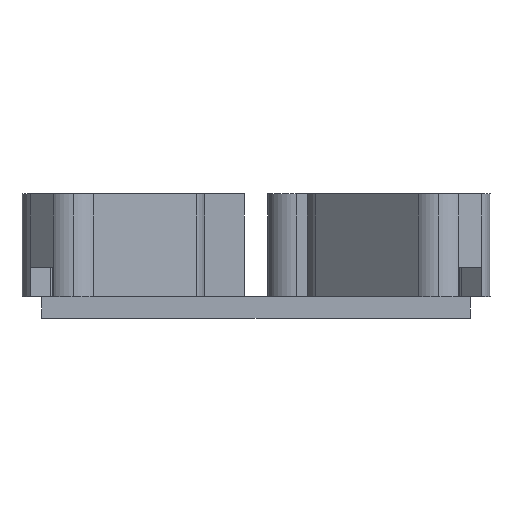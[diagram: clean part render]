
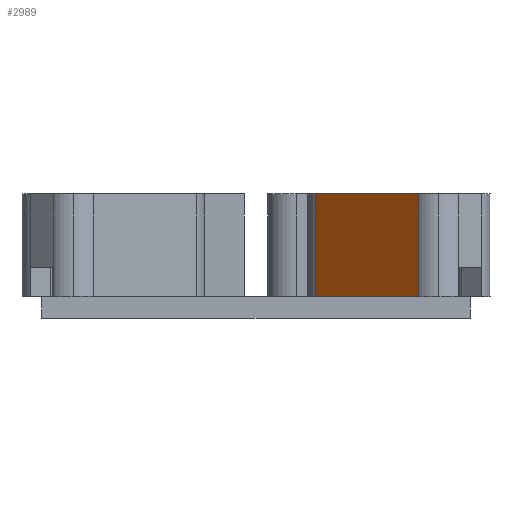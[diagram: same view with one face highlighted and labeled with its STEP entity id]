
A CAD part, left-side view. The second image highlights one B-rep face of the part: STEP entity #2989.
In plain terms, the highlighted planar face has unit normal (-0.707, 0.707, 0).
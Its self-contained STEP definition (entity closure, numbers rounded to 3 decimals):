
#74 = VECTOR ( 'NONE', #3807, 1000. ) ;
#155 = CARTESIAN_POINT ( 'NONE',  ( -74.389, -16.711, 5. ) ) ;
#177 = LINE ( 'NONE', #1694, #2704 ) ;
#302 = CARTESIAN_POINT ( 'NONE',  ( -108.839, -51.161, 33.82 ) ) ;
#390 = VERTEX_POINT ( 'NONE', #1098 ) ;
#433 = ORIENTED_EDGE ( 'NONE', *, *, #977, .F. ) ;
#456 = VECTOR ( 'NONE', #921, 1000. ) ;
#603 = VECTOR ( 'NONE', #3568, 1000. ) ;
#613 = CARTESIAN_POINT ( 'NONE',  ( -108.839, -51.161, 5. ) ) ;
#621 = EDGE_CURVE ( 'NONE', #3564, #1809, #3152, .T. ) ;
#695 = CARTESIAN_POINT ( 'NONE',  ( -108.839, -51.161, 5. ) ) ;
#752 = FACE_OUTER_BOUND ( 'NONE', #1277, .T. ) ;
#921 = DIRECTION ( 'NONE',  ( 0., 0., -1. ) ) ;
#925 = ORIENTED_EDGE ( 'NONE', *, *, #621, .T. ) ;
#977 = EDGE_CURVE ( 'NONE', #390, #3383, #2270, .T. ) ;
#1056 = CARTESIAN_POINT ( 'NONE',  ( -103.182, -45.504, 33.82 ) ) ;
#1098 = CARTESIAN_POINT ( 'NONE',  ( -74.389, -16.711, 33.82 ) ) ;
#1106 = EDGE_CURVE ( 'NONE', #3816, #3564, #1943, .T. ) ;
#1154 = LINE ( 'NONE', #2103, #456 ) ;
#1204 = ORIENTED_EDGE ( 'NONE', *, *, #2436, .T. ) ;
#1242 = ORIENTED_EDGE ( 'NONE', *, *, #2617, .T. ) ;
#1277 = EDGE_LOOP ( 'NONE', ( #433, #1242, #2220, #925, #1204 ) ) ;
#1400 = CARTESIAN_POINT ( 'NONE',  ( -108.839, -51.161, 33.82 ) ) ;
#1683 = DIRECTION ( 'NONE',  ( 0.707, -0.707, 0. ) ) ;
#1694 = CARTESIAN_POINT ( 'NONE',  ( -103.182, -45.504, 33.82 ) ) ;
#1809 = VERTEX_POINT ( 'NONE', #2210 ) ;
#1943 = LINE ( 'NONE', #613, #603 ) ;
#2103 = CARTESIAN_POINT ( 'NONE',  ( -74.389, -16.711, 33.82 ) ) ;
#2210 = CARTESIAN_POINT ( 'NONE',  ( -103.182, -45.504, 5. ) ) ;
#2220 = ORIENTED_EDGE ( 'NONE', *, *, #1106, .T. ) ;
#2270 = LINE ( 'NONE', #302, #74 ) ;
#2308 = DIRECTION ( 'NONE',  ( 0., 0., 1. ) ) ;
#2436 = EDGE_CURVE ( 'NONE', #1809, #3383, #177, .T. ) ;
#2617 = EDGE_CURVE ( 'NONE', #390, #3816, #1154, .T. ) ;
#2704 = VECTOR ( 'NONE', #2308, 1000. ) ;
#2768 = CARTESIAN_POINT ( 'NONE',  ( -100., -42.322, 5. ) ) ;
#2940 = DIRECTION ( 'NONE',  ( 0.707, 0.707, 0. ) ) ;
#2989 = ADVANCED_FACE ( 'NONE', ( #752 ), #3883, .F. ) ;
#3152 = LINE ( 'NONE', #695, #3197 ) ;
#3197 = VECTOR ( 'NONE', #3894, 1000. ) ;
#3383 = VERTEX_POINT ( 'NONE', #1056 ) ;
#3564 = VERTEX_POINT ( 'NONE', #2768 ) ;
#3568 = DIRECTION ( 'NONE',  ( -0.707, -0.707, 0. ) ) ;
#3735 = AXIS2_PLACEMENT_3D ( 'NONE', #1400, #1683, #2940 ) ;
#3807 = DIRECTION ( 'NONE',  ( -0.707, -0.707, 0. ) ) ;
#3816 = VERTEX_POINT ( 'NONE', #155 ) ;
#3883 = PLANE ( 'NONE',  #3735 ) ;
#3894 = DIRECTION ( 'NONE',  ( -0.707, -0.707, 0. ) ) ;
